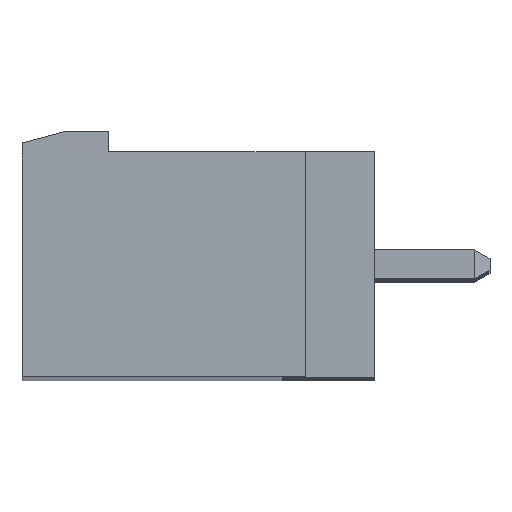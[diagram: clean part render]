
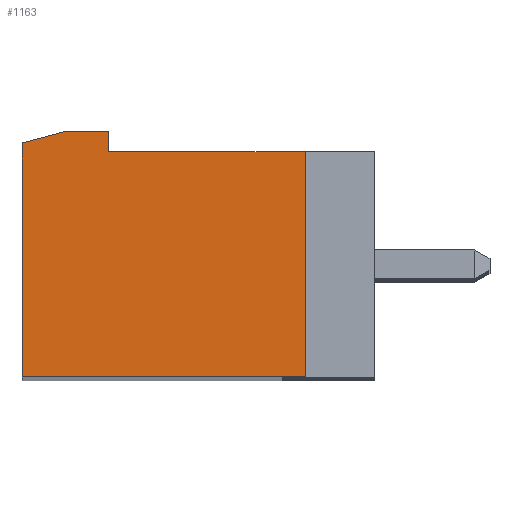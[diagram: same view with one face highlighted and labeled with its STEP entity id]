
A CAD part, top view. The second image highlights one B-rep face of the part: STEP entity #1163.
In plain terms, the highlighted planar face has unit normal (0, 0, 1).
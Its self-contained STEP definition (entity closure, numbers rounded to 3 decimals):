
#1163 = ADVANCED_FACE( '', ( #2593 ), #2594, .F. );
#2593 = FACE_OUTER_BOUND( '', #4297, .T. );
#2594 = PLANE( '', #4298 );
#4297 = EDGE_LOOP( '', ( #7743, #7744, #7745, #7746, #7747, #7748, #7749 ) );
#4298 = AXIS2_PLACEMENT_3D( '', #7750, #7751, #7752 );
#7743 = ORIENTED_EDGE( '', *, *, #11354, .F. );
#7744 = ORIENTED_EDGE( '', *, *, #11355, .F. );
#7745 = ORIENTED_EDGE( '', *, *, #11356, .F. );
#7746 = ORIENTED_EDGE( '', *, *, #11270, .F. );
#7747 = ORIENTED_EDGE( '', *, *, #11352, .F. );
#7748 = ORIENTED_EDGE( '', *, *, #10363, .F. );
#7749 = ORIENTED_EDGE( '', *, *, #11357, .F. );
#7750 = CARTESIAN_POINT( '', ( 197.225, 4.81, 56.88 ) );
#7751 = DIRECTION( '', ( 0., 0., -1. ) );
#7752 = DIRECTION( '', ( 0., -1., 0. ) );
#10363 = EDGE_CURVE( '', #12551, #12554, #12555, .T. );
#11270 = EDGE_CURVE( '', #13924, #13926, #13927, .T. );
#11352 = EDGE_CURVE( '', #12554, #13924, #14038, .T. );
#11354 = EDGE_CURVE( '', #14040, #14041, #14042, .T. );
#11355 = EDGE_CURVE( '', #14043, #14040, #14044, .T. );
#11356 = EDGE_CURVE( '', #13926, #14043, #14045, .T. );
#11357 = EDGE_CURVE( '', #14041, #12551, #14046, .T. );
#12551 = VERTEX_POINT( '', #15616 );
#12554 = VERTEX_POINT( '', #15620 );
#12555 = LINE( '', #15621, #15622 );
#13924 = VERTEX_POINT( '', #17687 );
#13926 = VERTEX_POINT( '', #17690 );
#13927 = LINE( '', #17691, #17692 );
#14038 = LINE( '', #17874, #17875 );
#14040 = VERTEX_POINT( '', #17877 );
#14041 = VERTEX_POINT( '', #17878 );
#14042 = LINE( '', #17879, #17880 );
#14043 = VERTEX_POINT( '', #17881 );
#14044 = LINE( '', #17882, #17883 );
#14045 = LINE( '', #17884, #17885 );
#14046 = LINE( '', #17886, #17887 );
#15616 = CARTESIAN_POINT( '', ( 204.225, 4.01, 56.88 ) );
#15620 = CARTESIAN_POINT( '', ( 204.225, -3.79, 56.88 ) );
#15621 = CARTESIAN_POINT( '', ( 204.225, -3.79, 56.88 ) );
#15622 = VECTOR( '', #19091, 1000. );
#17687 = CARTESIAN_POINT( '', ( 194.425, -3.79, 56.88 ) );
#17690 = CARTESIAN_POINT( '', ( 194.425, 4.31, 56.88 ) );
#17691 = CARTESIAN_POINT( '', ( 194.425, 4.41, 56.88 ) );
#17692 = VECTOR( '', #19840, 1000. );
#17874 = CARTESIAN_POINT( '', ( 194.225, -3.79, 56.88 ) );
#17875 = VECTOR( '', #19915, 1000. );
#17877 = CARTESIAN_POINT( '', ( 197.425, 4.71, 56.88 ) );
#17878 = CARTESIAN_POINT( '', ( 197.425, 4.01, 56.88 ) );
#17879 = CARTESIAN_POINT( '', ( 197.425, 4.31, 56.88 ) );
#17880 = VECTOR( '', #19916, 1000. );
#17881 = CARTESIAN_POINT( '', ( 195.918, 4.71, 56.88 ) );
#17882 = CARTESIAN_POINT( '', ( 197.425, 4.71, 56.88 ) );
#17883 = VECTOR( '', #19917, 1000. );
#17884 = CARTESIAN_POINT( '', ( 195.918, 4.71, 56.88 ) );
#17885 = VECTOR( '', #19918, 1000. );
#17886 = CARTESIAN_POINT( '', ( 204.025, 4.01, 56.88 ) );
#17887 = VECTOR( '', #19919, 1000. );
#19091 = DIRECTION( '', ( 0., -1., 0. ) );
#19840 = DIRECTION( '', ( 0., 1., 0. ) );
#19915 = DIRECTION( '', ( -1., 0., 0. ) );
#19916 = DIRECTION( '', ( 0., -1., 0. ) );
#19917 = DIRECTION( '', ( 1., 0., 0. ) );
#19918 = DIRECTION( '', ( 0.966, 0.259, 0. ) );
#19919 = DIRECTION( '', ( 1., 0., 0. ) );
